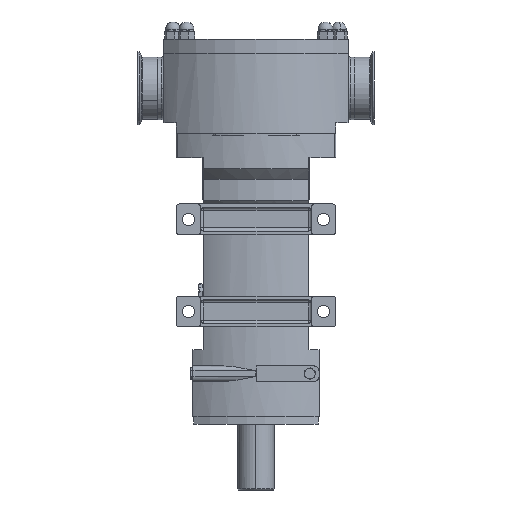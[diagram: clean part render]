
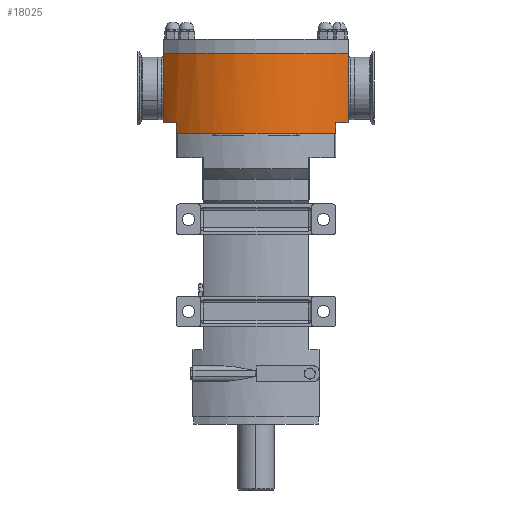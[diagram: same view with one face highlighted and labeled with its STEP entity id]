
A CAD part, front view. The second image highlights one B-rep face of the part: STEP entity #18025.
In plain terms, the highlighted cylindrical face has radius 206 mm (diameter 412 mm), a partial arc.
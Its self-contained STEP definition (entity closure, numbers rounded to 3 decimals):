
#210 = VECTOR ( 'NONE', #38781, 1000. ) ;
#308 = ORIENTED_EDGE ( 'NONE', *, *, #23400, .T. ) ;
#447 = DIRECTION ( 'NONE',  ( 0., 0., 1. ) ) ;
#590 = DIRECTION ( 'NONE',  ( 0., 0., 1. ) ) ;
#941 = DIRECTION ( 'NONE',  ( -1., 0., 0. ) ) ;
#968 = ORIENTED_EDGE ( 'NONE', *, *, #18554, .T. ) ;
#1127 = ORIENTED_EDGE ( 'NONE', *, *, #23440, .T. ) ;
#1321 = VERTEX_POINT ( 'NONE', #17731 ) ;
#1992 = VERTEX_POINT ( 'NONE', #27371 ) ;
#2049 = AXIS2_PLACEMENT_3D ( 'NONE', #38473, #590, #9927 ) ;
#2324 = ORIENTED_EDGE ( 'NONE', *, *, #22550, .T. ) ;
#2363 = AXIS2_PLACEMENT_3D ( 'NONE', #19287, #447, #29429 ) ;
#2606 = VERTEX_POINT ( 'NONE', #33643 ) ;
#3293 = VECTOR ( 'NONE', #25429, 1000. ) ;
#3408 = CARTESIAN_POINT ( 'NONE',  ( 130., -159.8, 478. ) ) ;
#4456 = CARTESIAN_POINT ( 'NONE',  ( 0., 0., 461. ) ) ;
#4766 = EDGE_CURVE ( 'NONE', #1321, #29561, #8322, .T. ) ;
#5342 = CIRCLE ( 'NONE', #33103, 206. ) ;
#5365 = DIRECTION ( 'NONE',  ( 0., 0., 1. ) ) ;
#5399 = DIRECTION ( 'NONE',  ( 1., 0., 0. ) ) ;
#6453 = DIRECTION ( 'NONE',  ( 0., 0., 1. ) ) ;
#6542 = CARTESIAN_POINT ( 'NONE',  ( 0., 0., 478. ) ) ;
#6602 = CARTESIAN_POINT ( 'NONE',  ( 70., -193.742, 461. ) ) ;
#6747 = DIRECTION ( 'NONE',  ( 1., 0., 0. ) ) ;
#6807 = DIRECTION ( 'NONE',  ( 0., 0., 1. ) ) ;
#7221 = DIRECTION ( 'NONE',  ( 0., 0., 1. ) ) ;
#7267 = VERTEX_POINT ( 'NONE', #20762 ) ;
#7333 = CARTESIAN_POINT ( 'NONE',  ( -130., -159.8, 478. ) ) ;
#7568 = DIRECTION ( 'NONE',  ( 0., 0., -1. ) ) ;
#7693 = AXIS2_PLACEMENT_3D ( 'NONE', #22853, #22456, #22662 ) ;
#7891 = CIRCLE ( 'NONE', #27063, 206. ) ;
#8140 = CARTESIAN_POINT ( 'NONE',  ( -150., -141.195, 591. ) ) ;
#8322 = LINE ( 'NONE', #33796, #14877 ) ;
#8558 = CIRCLE ( 'NONE', #13869, 206. ) ;
#9275 = ORIENTED_EDGE ( 'NONE', *, *, #4766, .F. ) ;
#9556 = DIRECTION ( 'NONE',  ( 1., 0., 0. ) ) ;
#9717 = CARTESIAN_POINT ( 'NONE',  ( 0., 0., 461. ) ) ;
#9792 = ORIENTED_EDGE ( 'NONE', *, *, #29381, .T. ) ;
#9927 = DIRECTION ( 'NONE',  ( 1., 0., 0. ) ) ;
#11197 = CARTESIAN_POINT ( 'NONE',  ( 0., 0., 461. ) ) ;
#13625 = CARTESIAN_POINT ( 'NONE',  ( 130., -159.8, 478. ) ) ;
#13869 = AXIS2_PLACEMENT_3D ( 'NONE', #20882, #5365, #27503 ) ;
#13981 = FACE_OUTER_BOUND ( 'NONE', #27576, .T. ) ;
#14347 = LINE ( 'NONE', #7333, #210 ) ;
#14877 = VECTOR ( 'NONE', #31303, 1000. ) ;
#15290 = CARTESIAN_POINT ( 'NONE',  ( 150., -141.195, 478. ) ) ;
#15434 = ORIENTED_EDGE ( 'NONE', *, *, #29612, .T. ) ;
#15643 = CARTESIAN_POINT ( 'NONE',  ( -130., -159.8, 478. ) ) ;
#15771 = ORIENTED_EDGE ( 'NONE', *, *, #36521, .T. ) ;
#15817 = AXIS2_PLACEMENT_3D ( 'NONE', #35935, #7568, #941 ) ;
#16134 = CARTESIAN_POINT ( 'NONE',  ( -150., -141.195, 591. ) ) ;
#16430 = VERTEX_POINT ( 'NONE', #6602 ) ;
#16531 = LINE ( 'NONE', #16134, #32489 ) ;
#16676 = CIRCLE ( 'NONE', #21971, 206. ) ;
#16722 = DIRECTION ( 'NONE',  ( 1., 0., 0. ) ) ;
#17038 = VERTEX_POINT ( 'NONE', #33419 ) ;
#17066 = DIRECTION ( 'NONE',  ( 1., 0., 0. ) ) ;
#17731 = CARTESIAN_POINT ( 'NONE',  ( 150., -141.195, 591. ) ) ;
#17915 = CIRCLE ( 'NONE', #2049, 206. ) ;
#17951 = EDGE_CURVE ( 'NONE', #16430, #32215, #18467, .T. ) ;
#18025 = ADVANCED_FACE ( 'NONE', ( #13981 ), #39619, .T. ) ;
#18467 = CIRCLE ( 'NONE', #36964, 206. ) ;
#18554 = EDGE_CURVE ( 'NONE', #2606, #22521, #36264, .T. ) ;
#19287 = CARTESIAN_POINT ( 'NONE',  ( 0., 0., 461. ) ) ;
#19434 = DIRECTION ( 'NONE',  ( 1., 0., 0. ) ) ;
#19620 = LINE ( 'NONE', #13625, #3293 ) ;
#19978 = DIRECTION ( 'NONE',  ( 0., 0., 1. ) ) ;
#20556 = ORIENTED_EDGE ( 'NONE', *, *, #17951, .T. ) ;
#20762 = CARTESIAN_POINT ( 'NONE',  ( -130., -159.8, 461. ) ) ;
#20882 = CARTESIAN_POINT ( 'NONE',  ( 0., 0., 461. ) ) ;
#21567 = CIRCLE ( 'NONE', #7693, 206. ) ;
#21971 = AXIS2_PLACEMENT_3D ( 'NONE', #11197, #33766, #5399 ) ;
#22456 = DIRECTION ( 'NONE',  ( 0., 0., 1. ) ) ;
#22521 = VERTEX_POINT ( 'NONE', #15643 ) ;
#22550 = EDGE_CURVE ( 'NONE', #32310, #29561, #5342, .T. ) ;
#22662 = DIRECTION ( 'NONE',  ( 1., 0., 0. ) ) ;
#22735 = CARTESIAN_POINT ( 'NONE',  ( -70., -193.742, 461. ) ) ;
#22853 = CARTESIAN_POINT ( 'NONE',  ( 0., 0., 591. ) ) ;
#23107 = ORIENTED_EDGE ( 'NONE', *, *, #23436, .T. ) ;
#23400 = EDGE_CURVE ( 'NONE', #17038, #29708, #31142, .T. ) ;
#23436 = EDGE_CURVE ( 'NONE', #25157, #2606, #16531, .T. ) ;
#23440 = EDGE_CURVE ( 'NONE', #7267, #17038, #17915, .T. ) ;
#23686 = AXIS2_PLACEMENT_3D ( 'NONE', #27561, #6453, #9556 ) ;
#24576 = VERTEX_POINT ( 'NONE', #34531 ) ;
#25157 = VERTEX_POINT ( 'NONE', #8140 ) ;
#25296 = CARTESIAN_POINT ( 'NONE',  ( 130., -159.8, 461. ) ) ;
#25429 = DIRECTION ( 'NONE',  ( 0., 0., -1. ) ) ;
#25639 = DIRECTION ( 'NONE',  ( 0., 0., -1. ) ) ;
#25746 = CARTESIAN_POINT ( 'NONE',  ( 129.71, -160.035, 461. ) ) ;
#26050 = EDGE_CURVE ( 'NONE', #25157, #1321, #21567, .T. ) ;
#26842 = CIRCLE ( 'NONE', #2363, 206. ) ;
#27063 = AXIS2_PLACEMENT_3D ( 'NONE', #38460, #6807, #16722 ) ;
#27371 = CARTESIAN_POINT ( 'NONE',  ( 20., -205.027, 461. ) ) ;
#27503 = DIRECTION ( 'NONE',  ( 1., 0., 0. ) ) ;
#27561 = CARTESIAN_POINT ( 'NONE',  ( 0., 0., 478. ) ) ;
#27576 = EDGE_LOOP ( 'NONE', ( #23107, #968, #39671, #1127, #308, #15434, #9792, #15771, #20556, #31208, #32159, #2324, #9275, #31420 ) ) ;
#29381 = EDGE_CURVE ( 'NONE', #24576, #1992, #8558, .T. ) ;
#29429 = DIRECTION ( 'NONE',  ( 1., 0., 0. ) ) ;
#29561 = VERTEX_POINT ( 'NONE', #15290 ) ;
#29612 = EDGE_CURVE ( 'NONE', #29708, #24576, #7891, .T. ) ;
#29708 = VERTEX_POINT ( 'NONE', #22735 ) ;
#29712 = EDGE_CURVE ( 'NONE', #32310, #36337, #19620, .T. ) ;
#31142 = CIRCLE ( 'NONE', #35124, 206. ) ;
#31208 = ORIENTED_EDGE ( 'NONE', *, *, #37570, .T. ) ;
#31303 = DIRECTION ( 'NONE',  ( 0., 0., -1. ) ) ;
#31420 = ORIENTED_EDGE ( 'NONE', *, *, #26050, .F. ) ;
#32159 = ORIENTED_EDGE ( 'NONE', *, *, #29712, .F. ) ;
#32215 = VERTEX_POINT ( 'NONE', #25746 ) ;
#32310 = VERTEX_POINT ( 'NONE', #3408 ) ;
#32489 = VECTOR ( 'NONE', #25639, 1000. ) ;
#33103 = AXIS2_PLACEMENT_3D ( 'NONE', #6542, #38602, #6747 ) ;
#33419 = CARTESIAN_POINT ( 'NONE',  ( -129.71, -160.035, 461. ) ) ;
#33643 = CARTESIAN_POINT ( 'NONE',  ( -150., -141.195, 478. ) ) ;
#33766 = DIRECTION ( 'NONE',  ( 0., 0., 1. ) ) ;
#33796 = CARTESIAN_POINT ( 'NONE',  ( 150., -141.195, 591. ) ) ;
#34531 = CARTESIAN_POINT ( 'NONE',  ( -20., -205.027, 461. ) ) ;
#35124 = AXIS2_PLACEMENT_3D ( 'NONE', #9717, #7221, #19434 ) ;
#35935 = CARTESIAN_POINT ( 'NONE',  ( 0., 0., 591. ) ) ;
#36264 = CIRCLE ( 'NONE', #23686, 206. ) ;
#36337 = VERTEX_POINT ( 'NONE', #25296 ) ;
#36521 = EDGE_CURVE ( 'NONE', #1992, #16430, #26842, .T. ) ;
#36964 = AXIS2_PLACEMENT_3D ( 'NONE', #4456, #19978, #17066 ) ;
#37570 = EDGE_CURVE ( 'NONE', #32215, #36337, #16676, .T. ) ;
#38460 = CARTESIAN_POINT ( 'NONE',  ( 0., 0., 461. ) ) ;
#38473 = CARTESIAN_POINT ( 'NONE',  ( 0., 0., 461. ) ) ;
#38602 = DIRECTION ( 'NONE',  ( 0., 0., 1. ) ) ;
#38781 = DIRECTION ( 'NONE',  ( 0., 0., -1. ) ) ;
#39619 = CYLINDRICAL_SURFACE ( 'NONE', #15817, 206. ) ;
#39671 = ORIENTED_EDGE ( 'NONE', *, *, #40684, .T. ) ;
#40684 = EDGE_CURVE ( 'NONE', #22521, #7267, #14347, .T. ) ;
